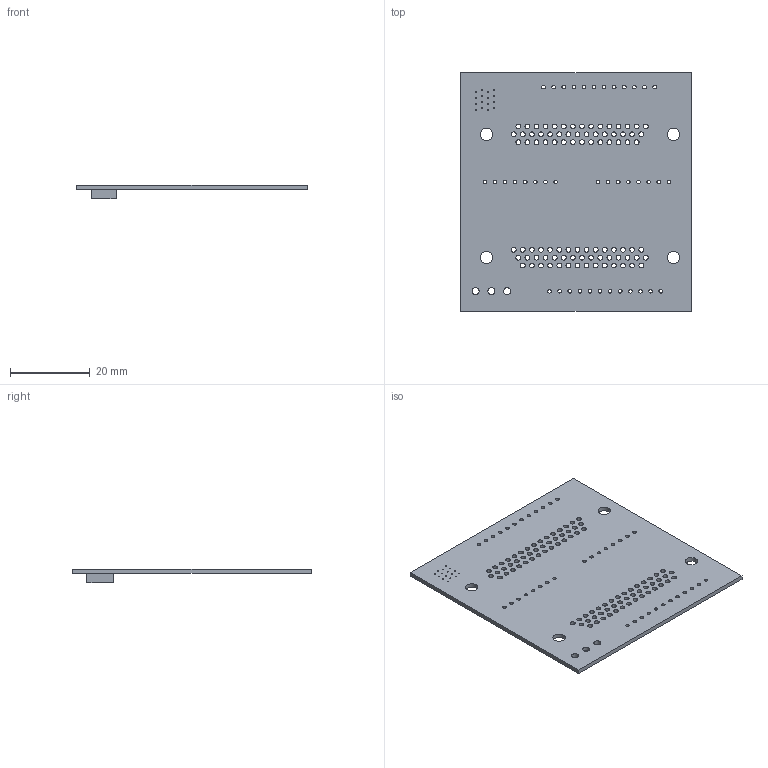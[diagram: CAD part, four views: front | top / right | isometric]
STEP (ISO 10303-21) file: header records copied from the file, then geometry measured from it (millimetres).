
FILE_DESCRIPTION(('Open CASCADE Model'),'2;1');
FILE_NAME('Open CASCADE Shape Model','2012-07-30T14:00:11',('Author'),( 'Open CASCADE'),'Open CASCADE STEP processor 6.2','Open CASCADE 6.2' ,'Unknown');
FILE_SCHEMA(('AUTOMOTIVE_DESIGN { 1 0 10303 214 1 1 1 1 }'));
Length unit declared in the file: millimetre
Products named in the file (5): PCB; Board; Q1; 1485213504; Extruded
Assembly tree (4 placements, depth 4):
  PCB
    Board
    Q1
      1485213504
        Extruded
Bounding box: 58 x 60 x 3.48 mm (x, y, z)
Volume: 3754.9 mm3; surface area: 7603.7 mm2
Topology: 2 solids, 2 shells, 163 faces, 477 edges, 318 vertices
Faces by surface type: cylinder 151, plane 12
Full cylindrical faces by diameter (mm): 0.254 x16, 0.9 x40, 1.2 x88, 1.778 x3, 3.1 x4
Entity records: 13406 total; most frequent: CARTESIAN_POINT 3729, DIRECTION 1767, ORIENTED_EDGE 954, PCURVE 954, DEFINITIONAL_REPRESENTATION 954, LINE 827, VECTOR 827, EDGE_CURVE 477
